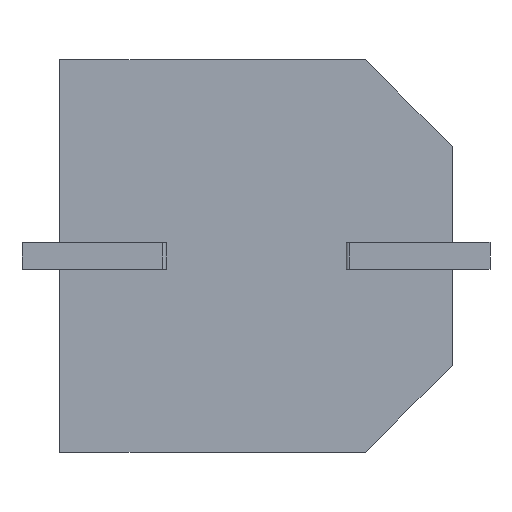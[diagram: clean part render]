
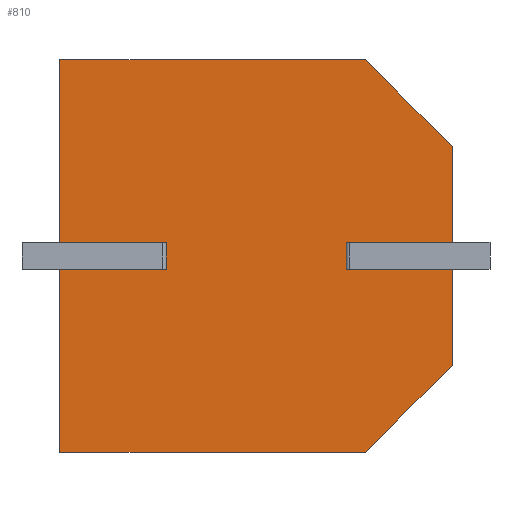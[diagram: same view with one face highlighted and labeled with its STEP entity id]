
A CAD part, front view. The second image highlights one B-rep face of the part: STEP entity #810.
In plain terms, the highlighted planar face has unit normal (0, -1, 0).
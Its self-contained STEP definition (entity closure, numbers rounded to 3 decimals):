
#10 = LINE ( 'NONE', #1045, #478 ) ;
#21 = EDGE_CURVE ( 'NONE', #2155, #1486, #2043, .T. ) ;
#72 = DIRECTION ( 'NONE',  ( 0., 1., 0. ) ) ;
#103 = EDGE_CURVE ( 'NONE', #1566, #1645, #1799, .T. ) ;
#114 = CARTESIAN_POINT ( 'NONE',  ( 21.8, 0., -4.807 ) ) ;
#117 = VERTEX_POINT ( 'NONE', #592 ) ;
#136 = VECTOR ( 'NONE', #651, 1000. ) ;
#145 = LINE ( 'NONE', #2221, #1932 ) ;
#149 = ORIENTED_EDGE ( 'NONE', *, *, #370, .F. ) ;
#163 = CARTESIAN_POINT ( 'NONE',  ( 0., 0., -10.15 ) ) ;
#183 = CARTESIAN_POINT ( 'NONE',  ( 5.9, 0., -11.65 ) ) ;
#231 = VECTOR ( 'NONE', #1078, 1000. ) ;
#266 = ORIENTED_EDGE ( 'NONE', *, *, #1962, .F. ) ;
#274 = LINE ( 'NONE', #1920, #1389 ) ;
#289 = ORIENTED_EDGE ( 'NONE', *, *, #818, .T. ) ;
#295 = ORIENTED_EDGE ( 'NONE', *, *, #1973, .F. ) ;
#300 = EDGE_CURVE ( 'NONE', #826, #1342, #1339, .T. ) ;
#316 = ORIENTED_EDGE ( 'NONE', *, *, #21, .T. ) ;
#334 = LINE ( 'NONE', #473, #136 ) ;
#342 = VECTOR ( 'NONE', #816, 1000. ) ;
#370 = EDGE_CURVE ( 'NONE', #2155, #1566, #2117, .T. ) ;
#376 = LINE ( 'NONE', #1329, #1561 ) ;
#390 = EDGE_CURVE ( 'NONE', #1409, #766, #376, .T. ) ;
#395 = VECTOR ( 'NONE', #1802, 1000. ) ;
#428 = EDGE_CURVE ( 'NONE', #1409, #1602, #145, .T. ) ;
#430 = CARTESIAN_POINT ( 'NONE',  ( 0., 0., 0. ) ) ;
#473 = CARTESIAN_POINT ( 'NONE',  ( 21.8, 0., -16.993 ) ) ;
#478 = VECTOR ( 'NONE', #1744, 1000. ) ;
#485 = CARTESIAN_POINT ( 'NONE',  ( 15.9, 0., -10.15 ) ) ;
#520 = CARTESIAN_POINT ( 'NONE',  ( 5.9, 0., -11.65 ) ) ;
#561 = ORIENTED_EDGE ( 'NONE', *, *, #300, .T. ) ;
#592 = CARTESIAN_POINT ( 'NONE',  ( 5.9, 0., -10.15 ) ) ;
#611 = EDGE_LOOP ( 'NONE', ( #149, #316, #1434, #1183, #2116, #1906, #2285, #295, #266, #2207, #561, #289, #1596, #1646 ) ) ;
#641 = VECTOR ( 'NONE', #715, 1000. ) ;
#651 = DIRECTION ( 'NONE',  ( 0.707, 0., 0.707 ) ) ;
#683 = VECTOR ( 'NONE', #2000, 1000. ) ;
#715 = DIRECTION ( 'NONE',  ( 0., 0., 1. ) ) ;
#756 = CARTESIAN_POINT ( 'NONE',  ( 16.993, 0., 0. ) ) ;
#766 = VERTEX_POINT ( 'NONE', #756 ) ;
#792 = CARTESIAN_POINT ( 'NONE',  ( 0., 0., -21.8 ) ) ;
#802 = CARTESIAN_POINT ( 'NONE',  ( 15.9, 0., -10.15 ) ) ;
#810 = ADVANCED_FACE ( 'NONE', ( #2254 ), #1495, .F. ) ;
#816 = DIRECTION ( 'NONE',  ( 1., 0., 0. ) ) ;
#818 = EDGE_CURVE ( 'NONE', #1342, #1620, #878, .T. ) ;
#826 = VERTEX_POINT ( 'NONE', #1679 ) ;
#840 = DIRECTION ( 'NONE',  ( 1., 0., 0. ) ) ;
#878 = LINE ( 'NONE', #792, #342 ) ;
#919 = CARTESIAN_POINT ( 'NONE',  ( 16.993, 0., -21.8 ) ) ;
#968 = CARTESIAN_POINT ( 'NONE',  ( 0., 0., 0. ) ) ;
#1002 = EDGE_CURVE ( 'NONE', #1486, #1602, #1873, .T. ) ;
#1045 = CARTESIAN_POINT ( 'NONE',  ( 5.9, 0., -11.65 ) ) ;
#1078 = DIRECTION ( 'NONE',  ( 0., 0., -1. ) ) ;
#1159 = AXIS2_PLACEMENT_3D ( 'NONE', #968, #72, #2191 ) ;
#1161 = VECTOR ( 'NONE', #1903, 1000. ) ;
#1163 = DIRECTION ( 'NONE',  ( -0.707, 0., 0.707 ) ) ;
#1168 = DIRECTION ( 'NONE',  ( 0., 0., -1. ) ) ;
#1183 = ORIENTED_EDGE ( 'NONE', *, *, #428, .F. ) ;
#1233 = EDGE_CURVE ( 'NONE', #2093, #1982, #2110, .T. ) ;
#1284 = CARTESIAN_POINT ( 'NONE',  ( 15.9, 0., -11.65 ) ) ;
#1329 = CARTESIAN_POINT ( 'NONE',  ( 16.993, 0., 0. ) ) ;
#1339 = LINE ( 'NONE', #430, #1616 ) ;
#1342 = VERTEX_POINT ( 'NONE', #1674 ) ;
#1379 = EDGE_CURVE ( 'NONE', #1620, #1645, #334, .T. ) ;
#1389 = VECTOR ( 'NONE', #1609, 1000. ) ;
#1409 = VERTEX_POINT ( 'NONE', #114 ) ;
#1410 = CARTESIAN_POINT ( 'NONE',  ( 0., 0., 0. ) ) ;
#1427 = EDGE_CURVE ( 'NONE', #2093, #766, #1703, .T. ) ;
#1434 = ORIENTED_EDGE ( 'NONE', *, *, #1002, .T. ) ;
#1453 = CARTESIAN_POINT ( 'NONE',  ( 0., 0., 0. ) ) ;
#1486 = VERTEX_POINT ( 'NONE', #802 ) ;
#1495 = PLANE ( 'NONE',  #1159 ) ;
#1561 = VECTOR ( 'NONE', #1163, 1000. ) ;
#1566 = VERTEX_POINT ( 'NONE', #2243 ) ;
#1593 = VECTOR ( 'NONE', #2194, 1000. ) ;
#1595 = CARTESIAN_POINT ( 'NONE',  ( 21.8, 0., -10.15 ) ) ;
#1596 = ORIENTED_EDGE ( 'NONE', *, *, #1379, .T. ) ;
#1602 = VERTEX_POINT ( 'NONE', #1595 ) ;
#1609 = DIRECTION ( 'NONE',  ( -1., 0., 0. ) ) ;
#1616 = VECTOR ( 'NONE', #1664, 1000. ) ;
#1620 = VERTEX_POINT ( 'NONE', #919 ) ;
#1626 = LINE ( 'NONE', #183, #1161 ) ;
#1645 = VERTEX_POINT ( 'NONE', #1693 ) ;
#1646 = ORIENTED_EDGE ( 'NONE', *, *, #103, .F. ) ;
#1664 = DIRECTION ( 'NONE',  ( 0., 0., -1. ) ) ;
#1674 = CARTESIAN_POINT ( 'NONE',  ( 0., 0., -21.8 ) ) ;
#1679 = CARTESIAN_POINT ( 'NONE',  ( 0., 0., -11.65 ) ) ;
#1693 = CARTESIAN_POINT ( 'NONE',  ( 21.8, 0., -16.993 ) ) ;
#1703 = LINE ( 'NONE', #1410, #683 ) ;
#1744 = DIRECTION ( 'NONE',  ( 0., 0., 1. ) ) ;
#1759 = CARTESIAN_POINT ( 'NONE',  ( 21.8, 0., 0. ) ) ;
#1794 = VERTEX_POINT ( 'NONE', #520 ) ;
#1799 = LINE ( 'NONE', #1759, #231 ) ;
#1802 = DIRECTION ( 'NONE',  ( 0., 0., -1. ) ) ;
#1873 = LINE ( 'NONE', #485, #2030 ) ;
#1903 = DIRECTION ( 'NONE',  ( -1., 0., 0. ) ) ;
#1906 = ORIENTED_EDGE ( 'NONE', *, *, #1427, .F. ) ;
#1913 = CARTESIAN_POINT ( 'NONE',  ( 15.9, 0., -11.65 ) ) ;
#1920 = CARTESIAN_POINT ( 'NONE',  ( 5.9, 0., -10.15 ) ) ;
#1921 = EDGE_CURVE ( 'NONE', #1794, #826, #1626, .T. ) ;
#1932 = VECTOR ( 'NONE', #1168, 1000. ) ;
#1962 = EDGE_CURVE ( 'NONE', #1794, #117, #10, .T. ) ;
#1973 = EDGE_CURVE ( 'NONE', #117, #1982, #274, .T. ) ;
#1982 = VERTEX_POINT ( 'NONE', #163 ) ;
#2000 = DIRECTION ( 'NONE',  ( 1., 0., 0. ) ) ;
#2002 = CARTESIAN_POINT ( 'NONE',  ( 15.9, 0., -11.65 ) ) ;
#2030 = VECTOR ( 'NONE', #840, 1000. ) ;
#2043 = LINE ( 'NONE', #1913, #641 ) ;
#2093 = VERTEX_POINT ( 'NONE', #1453 ) ;
#2110 = LINE ( 'NONE', #2172, #395 ) ;
#2116 = ORIENTED_EDGE ( 'NONE', *, *, #390, .T. ) ;
#2117 = LINE ( 'NONE', #2002, #1593 ) ;
#2155 = VERTEX_POINT ( 'NONE', #1284 ) ;
#2172 = CARTESIAN_POINT ( 'NONE',  ( 0., 0., 0. ) ) ;
#2191 = DIRECTION ( 'NONE',  ( 0., 0., 1. ) ) ;
#2194 = DIRECTION ( 'NONE',  ( 1., 0., 0. ) ) ;
#2207 = ORIENTED_EDGE ( 'NONE', *, *, #1921, .T. ) ;
#2221 = CARTESIAN_POINT ( 'NONE',  ( 21.8, 0., 0. ) ) ;
#2243 = CARTESIAN_POINT ( 'NONE',  ( 21.8, 0., -11.65 ) ) ;
#2254 = FACE_OUTER_BOUND ( 'NONE', #611, .T. ) ;
#2285 = ORIENTED_EDGE ( 'NONE', *, *, #1233, .T. ) ;
